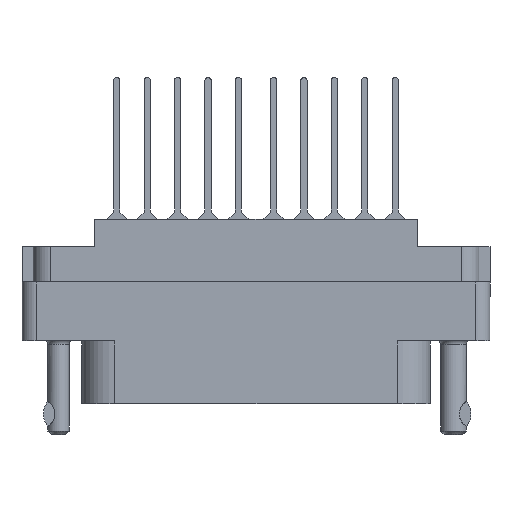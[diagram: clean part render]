
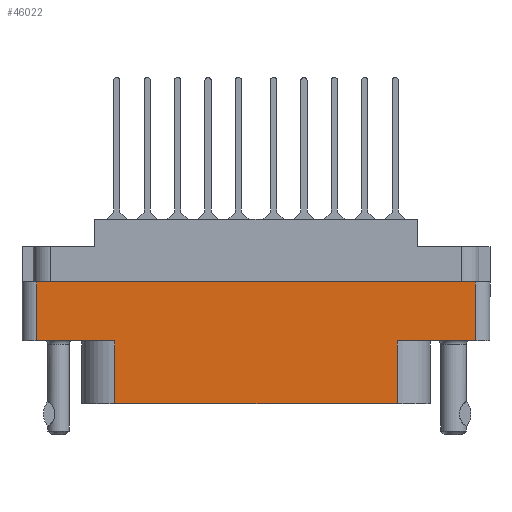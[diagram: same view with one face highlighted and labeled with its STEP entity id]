
A CAD part, front view. The second image highlights one B-rep face of the part: STEP entity #46022.
In plain terms, the highlighted planar face has unit normal (0, -1, 0).
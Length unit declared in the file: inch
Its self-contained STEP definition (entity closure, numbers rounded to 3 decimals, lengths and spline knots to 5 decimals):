
#394 = CARTESIAN_POINT ( 'NONE',  ( -0.604, -0.438, -0.789 ) ) ;
#451 = ORIENTED_EDGE ( 'NONE', *, *, #45990, .T. ) ;
#1103 = DIRECTION ( 'NONE',  ( 0., 0., -1. ) ) ;
#1609 = VERTEX_POINT ( 'NONE', #33656 ) ;
#1711 = CARTESIAN_POINT ( 'NONE',  ( 0.938, -0.438, -0.52 ) ) ;
#2129 = DIRECTION ( 'NONE',  ( 1., 0., 0. ) ) ;
#3074 = CARTESIAN_POINT ( 'NONE',  ( 0.938, -0.438, -0.789 ) ) ;
#3388 = DIRECTION ( 'NONE',  ( 1., 0., 0. ) ) ;
#5147 = LINE ( 'NONE', #11803, #23222 ) ;
#7715 = DIRECTION ( 'NONE',  ( 0., 0., 1. ) ) ;
#7818 = EDGE_LOOP ( 'NONE', ( #29686, #41169, #21543, #23036, #13985, #21970, #19562, #451 ) ) ;
#8623 = CARTESIAN_POINT ( 'NONE',  ( 0., -0.438, -0.52 ) ) ;
#8829 = VECTOR ( 'NONE', #10172, 39.37008 ) ;
#9500 = CARTESIAN_POINT ( 'NONE',  ( -0.604, -0.438, -0.52 ) ) ;
#10172 = DIRECTION ( 'NONE',  ( 0., 0., 1. ) ) ;
#10752 = CARTESIAN_POINT ( 'NONE',  ( 0.938, -0.438, -0.268 ) ) ;
#11097 = VECTOR ( 'NONE', #26540, 39.37008 ) ;
#11803 = CARTESIAN_POINT ( 'NONE',  ( 0.604, -0.438, -0.52 ) ) ;
#12095 = LINE ( 'NONE', #394, #42683 ) ;
#13985 = ORIENTED_EDGE ( 'NONE', *, *, #24284, .T. ) ;
#14305 = LINE ( 'NONE', #15691, #37512 ) ;
#14620 = LINE ( 'NONE', #39625, #25427 ) ;
#15029 = EDGE_CURVE ( 'NONE', #34309, #23076, #14305, .T. ) ;
#15318 = CARTESIAN_POINT ( 'NONE',  ( -0.938, -0.438, -0.52 ) ) ;
#15620 = CARTESIAN_POINT ( 'NONE',  ( -0.604, -0.438, -0.789 ) ) ;
#15691 = CARTESIAN_POINT ( 'NONE',  ( 0., -0.438, -0.52 ) ) ;
#16095 = VERTEX_POINT ( 'NONE', #22731 ) ;
#17129 = PLANE ( 'NONE',  #27840 ) ;
#19544 = VECTOR ( 'NONE', #1103, 39.37008 ) ;
#19562 = ORIENTED_EDGE ( 'NONE', *, *, #15029, .F. ) ;
#19586 = EDGE_CURVE ( 'NONE', #16095, #22309, #42817, .T. ) ;
#20126 = CARTESIAN_POINT ( 'NONE',  ( -1., -0.438, -0.789 ) ) ;
#21247 = VERTEX_POINT ( 'NONE', #15620 ) ;
#21543 = ORIENTED_EDGE ( 'NONE', *, *, #22945, .T. ) ;
#21864 = FACE_OUTER_BOUND ( 'NONE', #7818, .T. ) ;
#21970 = ORIENTED_EDGE ( 'NONE', *, *, #36586, .T. ) ;
#22309 = VERTEX_POINT ( 'NONE', #15318 ) ;
#22685 = DIRECTION ( 'NONE',  ( -1., 0., 0. ) ) ;
#22731 = CARTESIAN_POINT ( 'NONE',  ( -0.938, -0.438, -0.268 ) ) ;
#22945 = EDGE_CURVE ( 'NONE', #22309, #43658, #34334, .T. ) ;
#23036 = ORIENTED_EDGE ( 'NONE', *, *, #24625, .T. ) ;
#23076 = VERTEX_POINT ( 'NONE', #42024 ) ;
#23222 = VECTOR ( 'NONE', #7715, 39.37008 ) ;
#24284 = EDGE_CURVE ( 'NONE', #21247, #1609, #25151, .T. ) ;
#24625 = EDGE_CURVE ( 'NONE', #43658, #21247, #12095, .T. ) ;
#24903 = CARTESIAN_POINT ( 'NONE',  ( -1., -0.438, -0.789 ) ) ;
#25063 = DIRECTION ( 'NONE',  ( 0., -1., 0. ) ) ;
#25151 = LINE ( 'NONE', #20126, #37059 ) ;
#25427 = VECTOR ( 'NONE', #3388, 39.37008 ) ;
#25689 = DIRECTION ( 'NONE',  ( 0., 0., -1. ) ) ;
#26540 = DIRECTION ( 'NONE',  ( 1., 0., 0. ) ) ;
#27646 = EDGE_CURVE ( 'NONE', #16095, #28312, #14620, .T. ) ;
#27840 = AXIS2_PLACEMENT_3D ( 'NONE', #24903, #25063, #28440 ) ;
#28312 = VERTEX_POINT ( 'NONE', #10752 ) ;
#28440 = DIRECTION ( 'NONE',  ( 0., 0., -1. ) ) ;
#29686 = ORIENTED_EDGE ( 'NONE', *, *, #27646, .F. ) ;
#29774 = CARTESIAN_POINT ( 'NONE',  ( -0.938, -0.438, -0.789 ) ) ;
#33656 = CARTESIAN_POINT ( 'NONE',  ( 0.604, -0.438, -0.789 ) ) ;
#34309 = VERTEX_POINT ( 'NONE', #1711 ) ;
#34334 = LINE ( 'NONE', #8623, #11097 ) ;
#36586 = EDGE_CURVE ( 'NONE', #1609, #23076, #5147, .T. ) ;
#37059 = VECTOR ( 'NONE', #2129, 39.37008 ) ;
#37512 = VECTOR ( 'NONE', #22685, 39.37008 ) ;
#39625 = CARTESIAN_POINT ( 'NONE',  ( 0., -0.438, -0.268 ) ) ;
#41124 = LINE ( 'NONE', #3074, #8829 ) ;
#41169 = ORIENTED_EDGE ( 'NONE', *, *, #19586, .T. ) ;
#42024 = CARTESIAN_POINT ( 'NONE',  ( 0.604, -0.438, -0.52 ) ) ;
#42683 = VECTOR ( 'NONE', #25689, 39.37008 ) ;
#42817 = LINE ( 'NONE', #29774, #19544 ) ;
#43658 = VERTEX_POINT ( 'NONE', #9500 ) ;
#45990 = EDGE_CURVE ( 'NONE', #34309, #28312, #41124, .T. ) ;
#46022 = ADVANCED_FACE ( 'NONE', ( #21864 ), #17129, .T. ) ;
